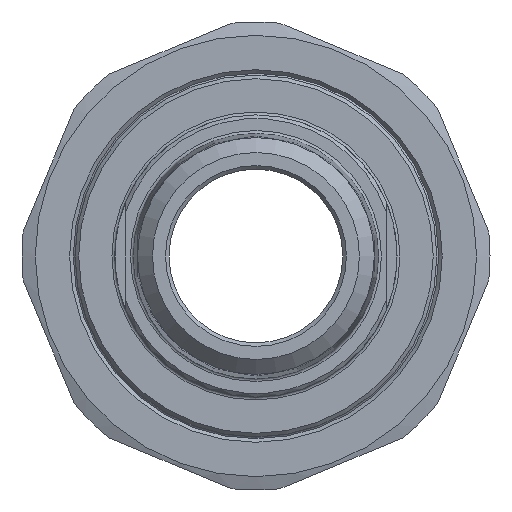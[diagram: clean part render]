
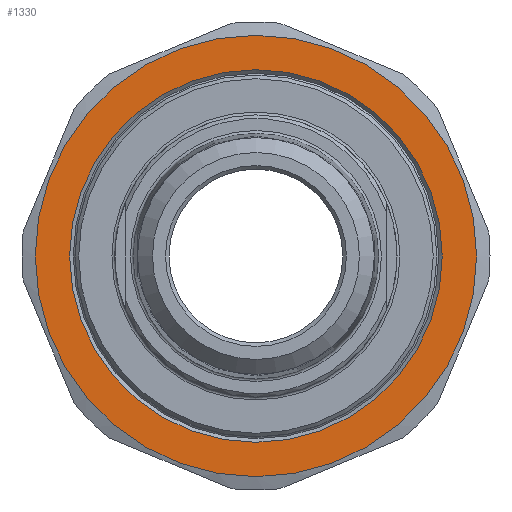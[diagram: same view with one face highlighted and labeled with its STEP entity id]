
A CAD part, left-side view. The second image highlights one B-rep face of the part: STEP entity #1330.
In plain terms, the highlighted planar face has unit normal (-1, 0, 0).
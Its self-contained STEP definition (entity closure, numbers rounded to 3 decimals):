
#38=FACE_BOUND('',#244,.T.);
#114=PLANE('',#1516);
#159=FACE_OUTER_BOUND('',#243,.T.);
#243=EDGE_LOOP('',(#1004));
#244=EDGE_LOOP('',(#1005));
#462=CIRCLE('',#1495,30.5);
#473=CIRCLE('',#1515,25.75);
#591=VERTEX_POINT('',#2272);
#600=VERTEX_POINT('',#2304);
#741=EDGE_CURVE('',#591,#591,#462,.T.);
#754=EDGE_CURVE('',#600,#600,#473,.T.);
#1004=ORIENTED_EDGE('',*,*,#741,.T.);
#1005=ORIENTED_EDGE('',*,*,#754,.F.);
#1330=ADVANCED_FACE('',(#159,#38),#114,.F.);
#1495=AXIS2_PLACEMENT_3D('',#2274,#1750,#1751);
#1515=AXIS2_PLACEMENT_3D('',#2305,#1792,#1793);
#1516=AXIS2_PLACEMENT_3D('',#2307,#1795,#1796);
#1750=DIRECTION('center_axis',(-1.,0.,0.));
#1751=DIRECTION('ref_axis',(0.,1.,0.));
#1792=DIRECTION('center_axis',(-1.,0.,0.));
#1793=DIRECTION('ref_axis',(0.,-1.,0.));
#1795=DIRECTION('center_axis',(1.,0.,0.));
#1796=DIRECTION('ref_axis',(0.,0.,-1.));
#2272=CARTESIAN_POINT('',(-20.,-30.5,0.));
#2274=CARTESIAN_POINT('Origin',(-20.,0.,0.));
#2304=CARTESIAN_POINT('',(-20.,25.75,0.));
#2305=CARTESIAN_POINT('Origin',(-20.,0.,0.));
#2307=CARTESIAN_POINT('Origin',(-20.,0.,0.));
